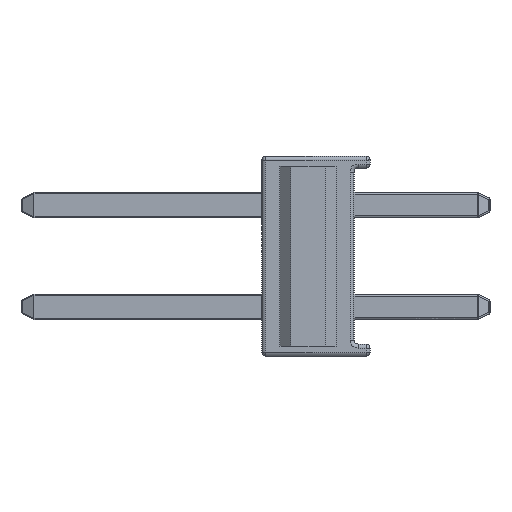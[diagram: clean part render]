
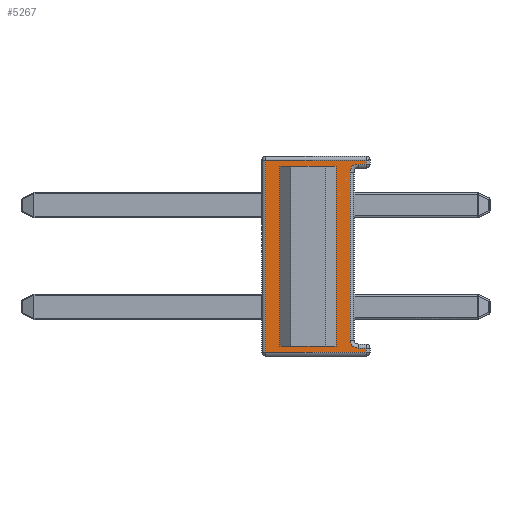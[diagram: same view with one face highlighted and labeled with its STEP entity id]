
A CAD part, left-side view. The second image highlights one B-rep face of the part: STEP entity #5267.
In plain terms, the highlighted planar face has unit normal (-1, 0, 0).
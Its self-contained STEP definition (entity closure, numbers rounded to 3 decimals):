
#16 = ORIENTED_EDGE ( 'NONE', *, *, #4559, .T. ) ;
#26 = DIRECTION ( 'NONE',  ( 0., 0., 1. ) ) ;
#264 = CARTESIAN_POINT ( 'NONE',  ( -1., -2.4, 2.1 ) ) ;
#372 = DIRECTION ( 'NONE',  ( 0., -1., 0. ) ) ;
#421 = AXIS2_PLACEMENT_3D ( 'NONE', #4212, #1094, #4249 ) ;
#430 = LINE ( 'NONE', #1398, #3883 ) ;
#468 = CARTESIAN_POINT ( 'NONE',  ( -1., -0.1, -2.4 ) ) ;
#474 = EDGE_CURVE ( 'NONE', #1089, #2153, #430, .T. ) ;
#607 = ORIENTED_EDGE ( 'NONE', *, *, #5742, .F. ) ;
#610 = CARTESIAN_POINT ( 'NONE',  ( -1., -2.6, -2.4 ) ) ;
#634 = PLANE ( 'NONE',  #421 ) ;
#677 = CARTESIAN_POINT ( 'NONE',  ( -1., -2.6, -2.3 ) ) ;
#707 = DIRECTION ( 'NONE',  ( 0., 0., 1. ) ) ;
#898 = CARTESIAN_POINT ( 'NONE',  ( -1., -2.6, -2.5 ) ) ;
#965 = DIRECTION ( 'NONE',  ( 0., 0., 1. ) ) ;
#1036 = DIRECTION ( 'NONE',  ( 0., 1., 0. ) ) ;
#1089 = VERTEX_POINT ( 'NONE', #5010 ) ;
#1094 = DIRECTION ( 'NONE',  ( -1., 0., 0. ) ) ;
#1277 = DIRECTION ( 'NONE',  ( 0., -1., 0. ) ) ;
#1323 = FACE_OUTER_BOUND ( 'NONE', #4277, .T. ) ;
#1398 = CARTESIAN_POINT ( 'NONE',  ( -1., -0.1, -2.5 ) ) ;
#1471 = LINE ( 'NONE', #5520, #2836 ) ;
#1475 = CARTESIAN_POINT ( 'NONE',  ( -1., -2.3, -2.3 ) ) ;
#1517 = CARTESIAN_POINT ( 'NONE',  ( -1., -2.4, 2.3 ) ) ;
#1529 = DIRECTION ( 'NONE',  ( -1., 0., 0. ) ) ;
#1532 = CARTESIAN_POINT ( 'NONE',  ( -1., -2.3, 2.4 ) ) ;
#1542 = LINE ( 'NONE', #3090, #5014 ) ;
#1604 = VECTOR ( 'NONE', #965, 1000. ) ;
#1672 = VECTOR ( 'NONE', #1277, 1000. ) ;
#2153 = VERTEX_POINT ( 'NONE', #468 ) ;
#2212 = ORIENTED_EDGE ( 'NONE', *, *, #3938, .T. ) ;
#2279 = ORIENTED_EDGE ( 'NONE', *, *, #2439, .T. ) ;
#2329 = CARTESIAN_POINT ( 'NONE',  ( -1., -2.2, 2.2 ) ) ;
#2401 = EDGE_CURVE ( 'NONE', #3003, #3178, #5244, .T. ) ;
#2439 = EDGE_CURVE ( 'NONE', #5138, #3608, #1471, .T. ) ;
#2524 = AXIS2_PLACEMENT_3D ( 'NONE', #4234, #1529, #4703 ) ;
#2551 = LINE ( 'NONE', #1532, #4813 ) ;
#2670 = CARTESIAN_POINT ( 'NONE',  ( -1., -2.2, -2.1 ) ) ;
#2717 = EDGE_CURVE ( 'NONE', #3003, #2744, #5600, .T. ) ;
#2744 = VERTEX_POINT ( 'NONE', #4717 ) ;
#2770 = CARTESIAN_POINT ( 'NONE',  ( -1., -2.6, 2.3 ) ) ;
#2836 = VECTOR ( 'NONE', #4157, 1000. ) ;
#2963 = CIRCLE ( 'NONE', #4133, 0.2 ) ;
#2982 = VECTOR ( 'NONE', #1036, 1000. ) ;
#3003 = VERTEX_POINT ( 'NONE', #2670 ) ;
#3014 = EDGE_CURVE ( 'NONE', #3477, #5138, #1542, .T. ) ;
#3076 = ORIENTED_EDGE ( 'NONE', *, *, #2401, .T. ) ;
#3090 = CARTESIAN_POINT ( 'NONE',  ( -1., -2.7, 2.3 ) ) ;
#3145 = VERTEX_POINT ( 'NONE', #610 ) ;
#3178 = VERTEX_POINT ( 'NONE', #5456 ) ;
#3419 = ORIENTED_EDGE ( 'NONE', *, *, #3014, .T. ) ;
#3423 = DIRECTION ( 'NONE',  ( -1., 0., 0. ) ) ;
#3477 = VERTEX_POINT ( 'NONE', #1517 ) ;
#3533 = CARTESIAN_POINT ( 'NONE',  ( -1., -2.3, -2.4 ) ) ;
#3608 = VERTEX_POINT ( 'NONE', #5696 ) ;
#3883 = VECTOR ( 'NONE', #4132, 1000. ) ;
#3909 = EDGE_CURVE ( 'NONE', #5727, #2744, #5674, .T. ) ;
#3938 = EDGE_CURVE ( 'NONE', #3608, #1089, #2551, .T. ) ;
#3944 = LINE ( 'NONE', #3533, #1672 ) ;
#4132 = DIRECTION ( 'NONE',  ( 0., 0., -1. ) ) ;
#4133 = AXIS2_PLACEMENT_3D ( 'NONE', #264, #3423, #707 ) ;
#4157 = DIRECTION ( 'NONE',  ( 0., 0., 1. ) ) ;
#4212 = CARTESIAN_POINT ( 'NONE',  ( -1., -2.3, -2.5 ) ) ;
#4234 = CARTESIAN_POINT ( 'NONE',  ( -1., -2.4, -2.1 ) ) ;
#4240 = DIRECTION ( 'NONE',  ( 0., 1., 0. ) ) ;
#4242 = EDGE_CURVE ( 'NONE', #3145, #5727, #5811, .T. ) ;
#4249 = DIRECTION ( 'NONE',  ( 0., 0., 1. ) ) ;
#4277 = EDGE_LOOP ( 'NONE', ( #5551, #3076, #607, #3419, #2279, #2212, #4641, #16, #4767, #5135 ) ) ;
#4311 = VECTOR ( 'NONE', #26, 1000. ) ;
#4559 = EDGE_CURVE ( 'NONE', #2153, #3145, #3944, .T. ) ;
#4641 = ORIENTED_EDGE ( 'NONE', *, *, #474, .T. ) ;
#4703 = DIRECTION ( 'NONE',  ( 0., 0., 1. ) ) ;
#4717 = CARTESIAN_POINT ( 'NONE',  ( -1., -2.4, -2.3 ) ) ;
#4767 = ORIENTED_EDGE ( 'NONE', *, *, #4242, .T. ) ;
#4813 = VECTOR ( 'NONE', #4240, 1000. ) ;
#5010 = CARTESIAN_POINT ( 'NONE',  ( -1., -0.1, 2.4 ) ) ;
#5014 = VECTOR ( 'NONE', #372, 1000. ) ;
#5135 = ORIENTED_EDGE ( 'NONE', *, *, #3909, .T. ) ;
#5138 = VERTEX_POINT ( 'NONE', #2770 ) ;
#5244 = LINE ( 'NONE', #2329, #1604 ) ;
#5267 = ADVANCED_FACE ( 'NONE', ( #1323 ), #634, .T. ) ;
#5456 = CARTESIAN_POINT ( 'NONE',  ( -1., -2.2, 2.1 ) ) ;
#5520 = CARTESIAN_POINT ( 'NONE',  ( -1., -2.6, -2.5 ) ) ;
#5551 = ORIENTED_EDGE ( 'NONE', *, *, #2717, .F. ) ;
#5600 = CIRCLE ( 'NONE', #2524, 0.2 ) ;
#5674 = LINE ( 'NONE', #1475, #2982 ) ;
#5696 = CARTESIAN_POINT ( 'NONE',  ( -1., -2.6, 2.4 ) ) ;
#5727 = VERTEX_POINT ( 'NONE', #677 ) ;
#5742 = EDGE_CURVE ( 'NONE', #3477, #3178, #2963, .T. ) ;
#5811 = LINE ( 'NONE', #898, #4311 ) ;
